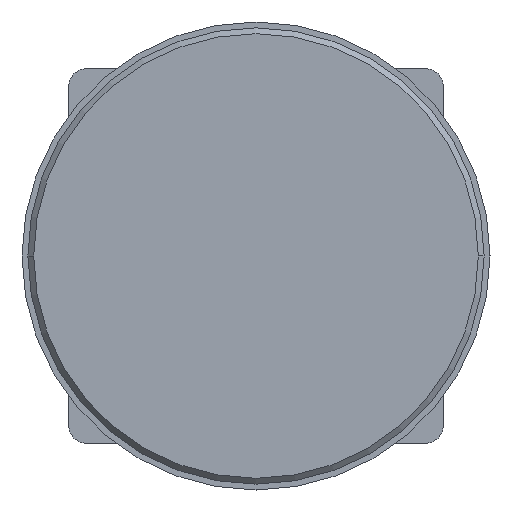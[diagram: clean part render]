
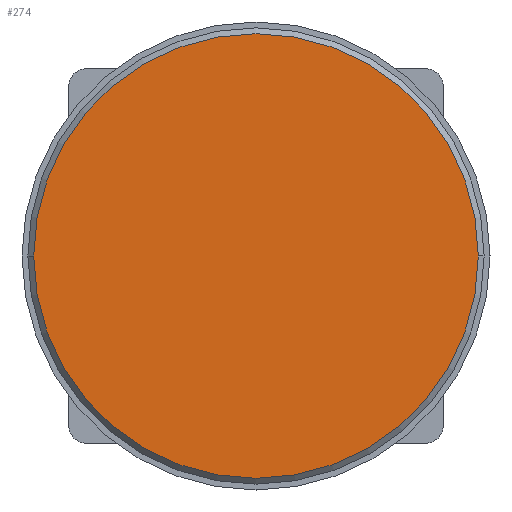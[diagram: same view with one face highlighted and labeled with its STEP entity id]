
A CAD part, front view. The second image highlights one B-rep face of the part: STEP entity #274.
In plain terms, the highlighted planar face has unit normal (0, -1, 0).
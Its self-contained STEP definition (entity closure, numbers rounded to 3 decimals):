
#82 = DIRECTION ( 'NONE',  ( 0., -1., 0. ) ) ;
#91 = DIRECTION ( 'NONE',  ( 0., 1., 0. ) ) ;
#95 = FACE_OUTER_BOUND ( 'NONE', #199, .T. ) ;
#199 = EDGE_LOOP ( 'NONE', ( #690, #903 ) ) ;
#211 = AXIS2_PLACEMENT_3D ( 'NONE', #612, #91, #396 ) ;
#245 = DIRECTION ( 'NONE',  ( -1., 0., 0. ) ) ;
#274 = ADVANCED_FACE ( 'NONE', ( #95 ), #311, .F. ) ;
#311 = PLANE ( 'NONE',  #211 ) ;
#343 = CARTESIAN_POINT ( 'NONE',  ( -38., 0., 0. ) ) ;
#396 = DIRECTION ( 'NONE',  ( -1., 0., 0. ) ) ;
#410 = VERTEX_POINT ( 'NONE', #343 ) ;
#435 = AXIS2_PLACEMENT_3D ( 'NONE', #537, #82, #827 ) ;
#452 = VERTEX_POINT ( 'NONE', #803 ) ;
#537 = CARTESIAN_POINT ( 'NONE',  ( 0., 0., 0. ) ) ;
#552 = AXIS2_PLACEMENT_3D ( 'NONE', #691, #900, #245 ) ;
#612 = CARTESIAN_POINT ( 'NONE',  ( 0., 0., 0. ) ) ;
#666 = EDGE_CURVE ( 'NONE', #410, #452, #823, .T. ) ;
#690 = ORIENTED_EDGE ( 'NONE', *, *, #666, .T. ) ;
#691 = CARTESIAN_POINT ( 'NONE',  ( 0., 0., 0. ) ) ;
#803 = CARTESIAN_POINT ( 'NONE',  ( 38., 0., 0. ) ) ;
#823 = CIRCLE ( 'NONE', #435, 38. ) ;
#827 = DIRECTION ( 'NONE',  ( -1., 0., 0. ) ) ;
#832 = EDGE_CURVE ( 'NONE', #452, #410, #840, .T. ) ;
#840 = CIRCLE ( 'NONE', #552, 38. ) ;
#900 = DIRECTION ( 'NONE',  ( 0., -1., 0. ) ) ;
#903 = ORIENTED_EDGE ( 'NONE', *, *, #832, .T. ) ;
